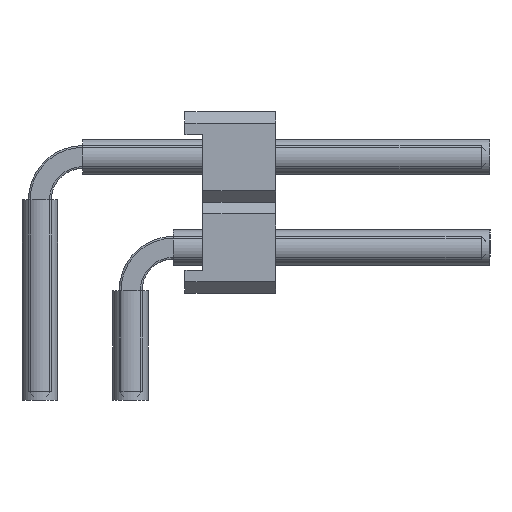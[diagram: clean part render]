
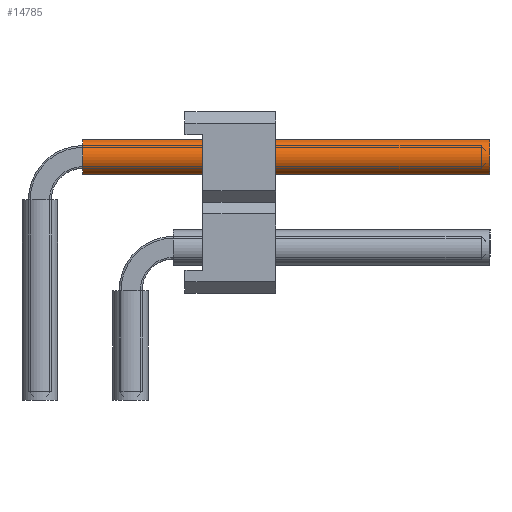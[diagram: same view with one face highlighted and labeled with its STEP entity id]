
A CAD part, left-side view. The second image highlights one B-rep face of the part: STEP entity #14785.
In plain terms, the highlighted cylindrical face has radius 0.5 mm (diameter 1 mm), a full revolution.
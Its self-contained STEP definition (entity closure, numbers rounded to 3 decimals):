
#8122=ORIENTED_EDGE('',*,*,#10232,.F.);
#8123=ORIENTED_EDGE('',*,*,#10233,.T.);
#10232=EDGE_CURVE('',#11636,#11636,#12140,.T.);
#10233=EDGE_CURVE('',#11637,#11637,#12141,.T.);
#11636=VERTEX_POINT('',#24593);
#11637=VERTEX_POINT('',#24595);
#12140=CIRCLE('',#16106,0.5);
#12141=CIRCLE('',#16107,0.5);
#12976=EDGE_LOOP('',(#8122));
#12977=EDGE_LOOP('',(#8123));
#13812=FACE_BOUND('',#12976,.T.);
#13813=FACE_BOUND('',#12977,.T.);
#14069=CYLINDRICAL_SURFACE('',#16105,0.5);
#14785=ADVANCED_FACE('',(#13812,#13813),#14069,.F.);
#16105=AXIS2_PLACEMENT_3D('',#24591,#20244,#20245);
#16106=AXIS2_PLACEMENT_3D('',#24592,#20246,#20247);
#16107=AXIS2_PLACEMENT_3D('',#24594,#20248,#20249);
#20244=DIRECTION('',(1.,0.,0.));
#20245=DIRECTION('',(0.,0.,-1.));
#20246=DIRECTION('',(-1.,0.,0.));
#20247=DIRECTION('',(0.,0.,1.));
#20248=DIRECTION('',(-1.,0.,0.));
#20249=DIRECTION('',(0.,0.,1.));
#24591=CARTESIAN_POINT('',(1.2,0.,6.81));
#24592=CARTESIAN_POINT('',(12.6,0.,6.81));
#24593=CARTESIAN_POINT('',(12.6,0.,7.31));
#24594=CARTESIAN_POINT('',(1.2,0.,6.81));
#24595=CARTESIAN_POINT('',(1.2,0.,7.31));
